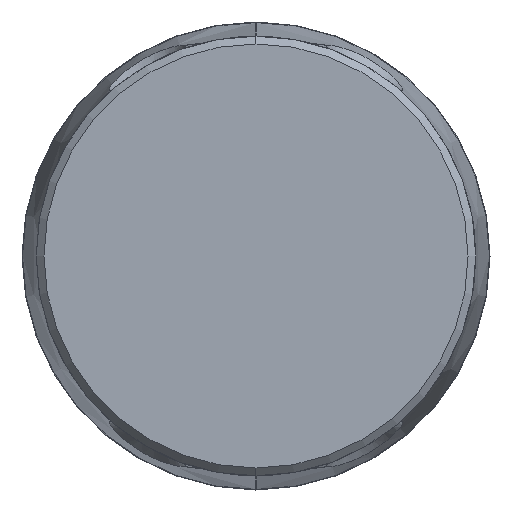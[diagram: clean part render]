
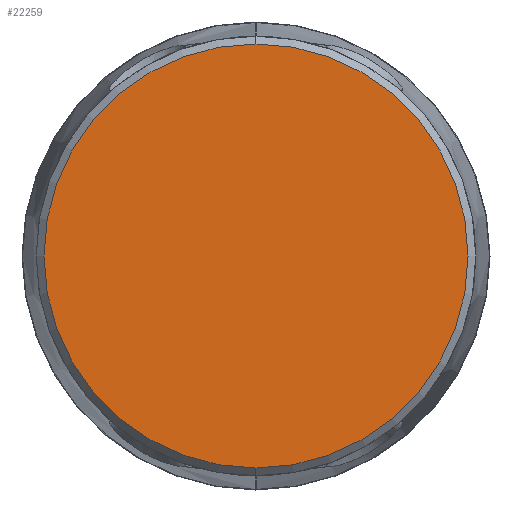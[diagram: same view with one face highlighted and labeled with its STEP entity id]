
A CAD part, left-side view. The second image highlights one B-rep face of the part: STEP entity #22259.
In plain terms, the highlighted planar face has unit normal (-1, 0, 0).
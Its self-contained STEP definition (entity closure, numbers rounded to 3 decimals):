
#22175=CARTESIAN_POINT('',(-53.472,0.,0.));
#22176=DIRECTION('',(-1.,0.,0.));
#22177=DIRECTION('',(0.,0.,-1.));
#22178=AXIS2_PLACEMENT_3D('',#22175,#22176,#22177);
#22227=CARTESIAN_POINT('',(-53.472,0.,0.));
#22228=DIRECTION('',(1.,0.,0.));
#22229=DIRECTION('',(0.,0.,-1.));
#22230=AXIS2_PLACEMENT_3D('',#22227,#22228,#22229);
#22236=CARTESIAN_POINT('',(-53.472,0.,-21.975));
#22237=CARTESIAN_POINT('',(-53.472,0.,21.975));
#22238=VERTEX_POINT('',#22236);
#22239=VERTEX_POINT('',#22237);
#22248=CARTESIAN_POINT('',(-53.472,0.,0.));
#22249=DIRECTION('',(-1.,0.,0.));
#22250=DIRECTION('',(0.,0.,1.));
#22251=AXIS2_PLACEMENT_3D('',#22248,#22249,#22250);
#22252=PLANE('',#22251);
#22254=ORIENTED_EDGE('',*,*,#22253,.F.);
#22256=ORIENTED_EDGE('',*,*,#22255,.T.);
#22257=EDGE_LOOP('',(#22254,#22256));
#22258=FACE_OUTER_BOUND('',#22257,.F.);
#22259=ADVANCED_FACE('',(#22258),#22252,.T.);
#22179=CIRCLE('',#22178,21.975);
#22231=CIRCLE('',#22230,21.975);
#22253=EDGE_CURVE('',#22238,#22239,#22179,.T.);
#22255=EDGE_CURVE('',#22238,#22239,#22231,.T.);
